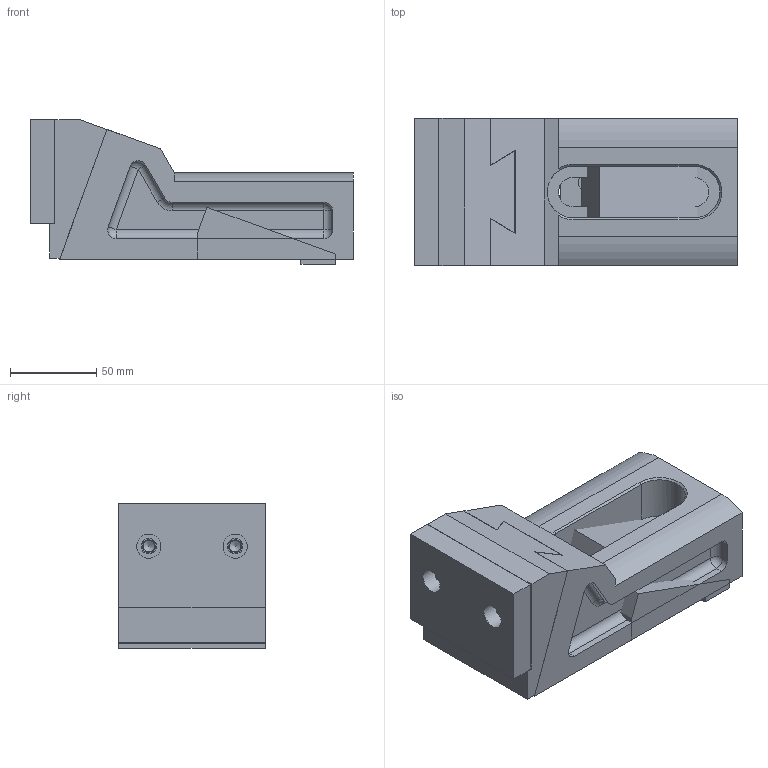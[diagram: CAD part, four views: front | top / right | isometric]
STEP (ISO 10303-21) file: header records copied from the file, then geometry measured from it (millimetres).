
FILE_DESCRIPTION( ( 'Unknown' ), '1' );
FILE_NAME( 'CP11-1685-G.stp', 'Unknown', ( 'Unknown' ), ( 'Unknown' ), 'XStep 1.0', 'Unknown', ' ' );
FILE_SCHEMA( ( 'CONFIG_CONTROL_DESIGN' ) );
Length unit declared in the file: millimetre
Products named in the file (4): Assem1; 1; 2; 3
Bounding box: 186.77 x 85.1 x 83.87 mm (x, y, z)
Surface area: 220690.4 mm2
Topology: 6 solids, 6 shells, 214 faces, 534 edges, 324 vertices
Faces by surface type: plane 116, cylinder 64, sphere 16, cone 14, torus 4
Full cylindrical faces by diameter (mm): 6.647 x4, 9 x4, 14 x4
Entity records: 3174 total; most frequent: DIRECTION 534, CARTESIAN_POINT 514, ORIENTED_EDGE 482, EDGE_CURVE 241, AXIS2_PLACEMENT_3D 184, LINE 166, VECTOR 166, VERTEX_POINT 156
